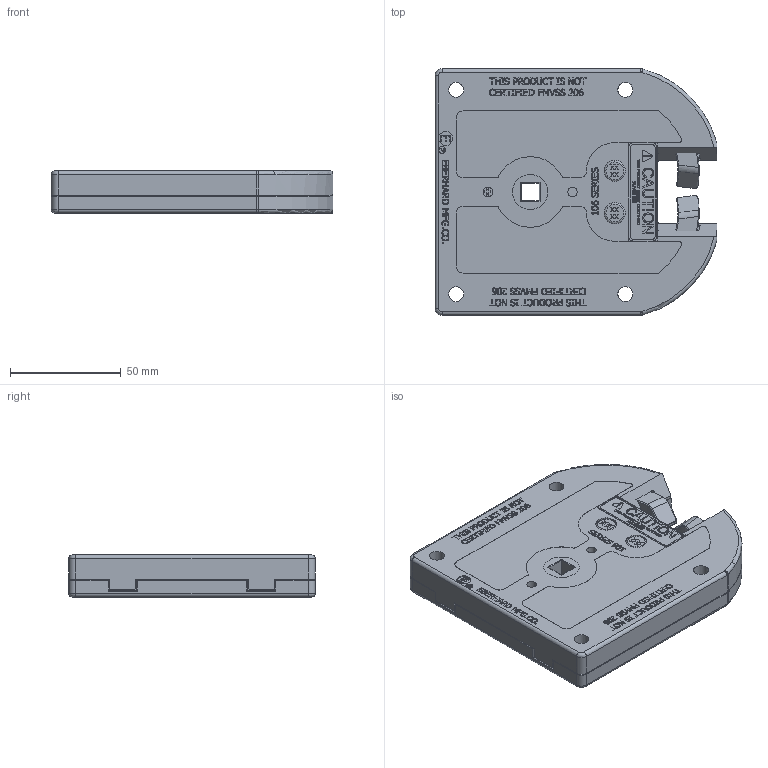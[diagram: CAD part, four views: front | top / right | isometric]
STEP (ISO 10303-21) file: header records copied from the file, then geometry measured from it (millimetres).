
FILE_DESCRIPTION(/* description */ (''),/* implementation_level */ '2;1');
FILE_NAME(/* name */ '106.stp',/* time_stamp */ '2020-12-01T17:00:47-05:00',/* author */ ('jenniferk'),/* organization */ (''),/* preprocessor_version */ 'ST-DEVELOPER v18.1',/* originating_system */ 'Autodesk Inventor 2020',/* authorisation */ '');
FILE_SCHEMA (('AUTOMOTIVE_DESIGN { 1 0 10303 214 3 1 1 }'));
Products named in the file (1): 106_Shrinkwrap_1
Bounding box: 127.03 x 111.12 x 18.94 mm (x, y, z)
Volume: 175105.8 mm3; surface area: 95996.5 mm2
Topology: 28 solids, 28 shells, 5084 faces, 13642 edges, 8945 vertices
Faces by surface type: plane 2766, bspline 1628, cylinder 469, torus 125, cone 58, sphere 38
Full cylindrical faces by diameter (mm): 0.635 x1, 3.175 x1, 3.213 x2, 3.556 x1, 3.81 x1, 4.28 x2, 4.318 x1, 4.826 x1, 4.915 x1, 6.223 x4, 6.35 x2, 6.477 x1, 6.604 x2, 6.731 x8, 9.207 x1, 9.525 x9, 15.875 x4, 16.065 x2
Entity records: 185006 total; most frequent: CARTESIAN_POINT 63221, ORIENTED_EDGE 27266, DIRECTION 18468, EDGE_CURVE 13633, LINE 9066, VECTOR 9066, VERTEX_POINT 8945, EDGE_LOOP 5554
